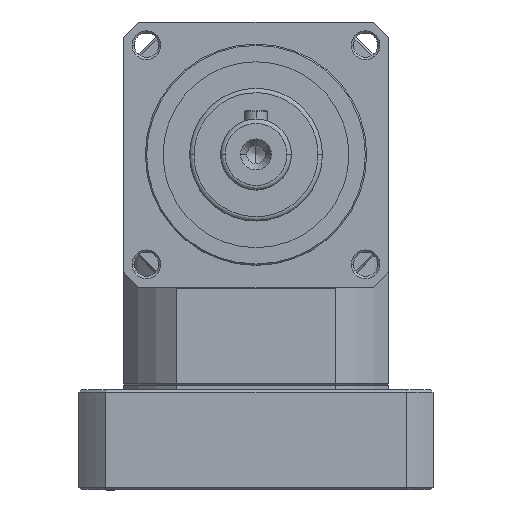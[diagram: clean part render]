
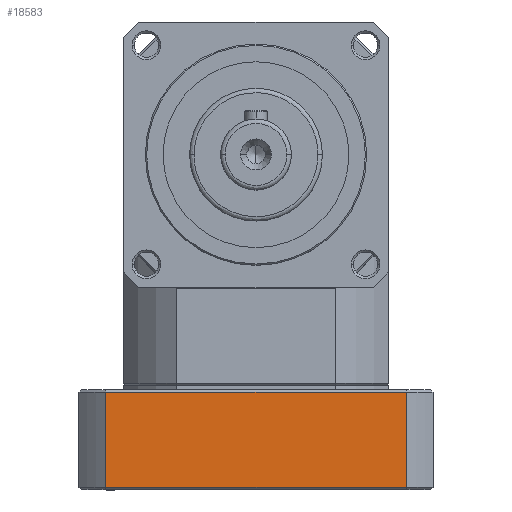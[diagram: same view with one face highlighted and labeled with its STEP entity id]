
A CAD part, top view. The second image highlights one B-rep face of the part: STEP entity #18583.
In plain terms, the highlighted face is planar.
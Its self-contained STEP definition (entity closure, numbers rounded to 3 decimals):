
#37 = LINE ( 'NONE', #2237, #23933 ) ;
#75 = EDGE_CURVE ( 'NONE', #2645, #6449, #23890, .T. ) ;
#567 = VECTOR ( 'NONE', #14696, 1000. ) ;
#580 = ORIENTED_EDGE ( 'NONE', *, *, #22203, .F. ) ;
#1057 = PLANE ( 'NONE',  #7619 ) ;
#1287 = FACE_OUTER_BOUND ( 'NONE', #15488, .T. ) ;
#1318 = CARTESIAN_POINT ( 'NONE',  ( 23.5, -40., -34.004 ) ) ;
#2237 = CARTESIAN_POINT ( 'NONE',  ( 0., -40., 34.004 ) ) ;
#2645 = VERTEX_POINT ( 'NONE', #5429 ) ;
#5429 = CARTESIAN_POINT ( 'NONE',  ( 23., -40., -34.004 ) ) ;
#5619 = ORIENTED_EDGE ( 'NONE', *, *, #9672, .T. ) ;
#6028 = CARTESIAN_POINT ( 'NONE',  ( 1.5, -40., 20. ) ) ;
#6377 = EDGE_CURVE ( 'NONE', #2645, #21131, #15180, .T. ) ;
#6449 = VERTEX_POINT ( 'NONE', #16637 ) ;
#7445 = CARTESIAN_POINT ( 'NONE',  ( 1.5, -40., 34.004 ) ) ;
#7619 = AXIS2_PLACEMENT_3D ( 'NONE', #8997, #22216, #10913 ) ;
#8997 = CARTESIAN_POINT ( 'NONE',  ( 0., -40., 40. ) ) ;
#9672 = EDGE_CURVE ( 'NONE', #6449, #19226, #37, .T. ) ;
#9889 = DIRECTION ( 'NONE',  ( 0., 0., 1. ) ) ;
#10913 = DIRECTION ( 'NONE',  ( 0., 0., -1. ) ) ;
#13857 = DIRECTION ( 'NONE',  ( 0., 0., 1. ) ) ;
#14028 = CARTESIAN_POINT ( 'NONE',  ( 23., -40., 40. ) ) ;
#14072 = DIRECTION ( 'NONE',  ( -1., 0., 0. ) ) ;
#14630 = VECTOR ( 'NONE', #13857, 1000. ) ;
#14696 = DIRECTION ( 'NONE',  ( -1., 0., 0. ) ) ;
#15180 = LINE ( 'NONE', #1318, #567 ) ;
#15488 = EDGE_LOOP ( 'NONE', ( #21726, #5619, #580, #16879 ) ) ;
#16637 = CARTESIAN_POINT ( 'NONE',  ( 23., -40., 34.004 ) ) ;
#16879 = ORIENTED_EDGE ( 'NONE', *, *, #6377, .F. ) ;
#18583 = ADVANCED_FACE ( 'NONE', ( #1287 ), #1057, .T. ) ;
#18621 = VECTOR ( 'NONE', #9889, 1000. ) ;
#19174 = CARTESIAN_POINT ( 'NONE',  ( 1.5, -40., -34.004 ) ) ;
#19226 = VERTEX_POINT ( 'NONE', #7445 ) ;
#21131 = VERTEX_POINT ( 'NONE', #19174 ) ;
#21726 = ORIENTED_EDGE ( 'NONE', *, *, #75, .T. ) ;
#22203 = EDGE_CURVE ( 'NONE', #21131, #19226, #23530, .T. ) ;
#22216 = DIRECTION ( 'NONE',  ( 0., -1., 0. ) ) ;
#23530 = LINE ( 'NONE', #6028, #18621 ) ;
#23890 = LINE ( 'NONE', #14028, #14630 ) ;
#23933 = VECTOR ( 'NONE', #14072, 1000. ) ;
